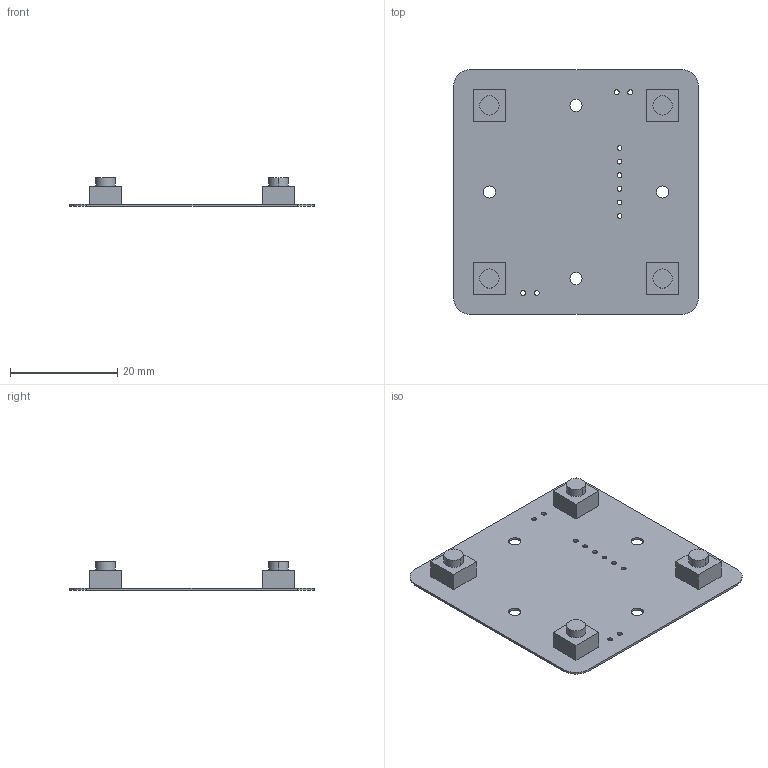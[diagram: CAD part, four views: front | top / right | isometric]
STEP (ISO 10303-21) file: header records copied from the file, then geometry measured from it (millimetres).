
FILE_DESCRIPTION(('Open CASCADE Model'),'2;1');
FILE_NAME('Open CASCADE Shape Model','2019-03-04T16:54:21',('Author'),( 'Open CASCADE'),'Open CASCADE STEP processor 6.8','Open CASCADE 6.8' ,'Unknown');
FILE_SCHEMA(('AUTOMOTIVE_DESIGN { 1 0 10303 214 1 1 1 1 }'));
Length unit declared in the file: millimetre
Products named in the file (7): PCB; Board; S4; EVQ-22705R_PushButton; S3; S2; S1
Assembly tree (9 placements, depth 3):
  PCB
    Board
    S4
      EVQ-22705R_PushButton
    S3
      EVQ-22705R_PushButton
    S2
      EVQ-22705R_PushButton
    S1
      EVQ-22705R_PushButton
Bounding box: 45.72 x 45.72 x 5.41 mm (x, y, z)
Volume: 1399.5 mm3; surface area: 4899.4 mm2
Topology: 5 solids, 5 shells, 68 faces, 162 edges, 108 vertices
Faces by surface type: cylinder 34, plane 34
Full cylindrical faces by diameter (mm): 0.9 x10, 1 x8, 2.26 x4
Entity records: 1568 total; most frequent: DIRECTION 266, CARTESIAN_POINT 231, ORIENTED_EDGE 216, EDGE_CURVE 108, AXIS2_PLACEMENT_3D 107, FACE_BOUND 86, EDGE_LOOP 86, VERTEX_POINT 72
